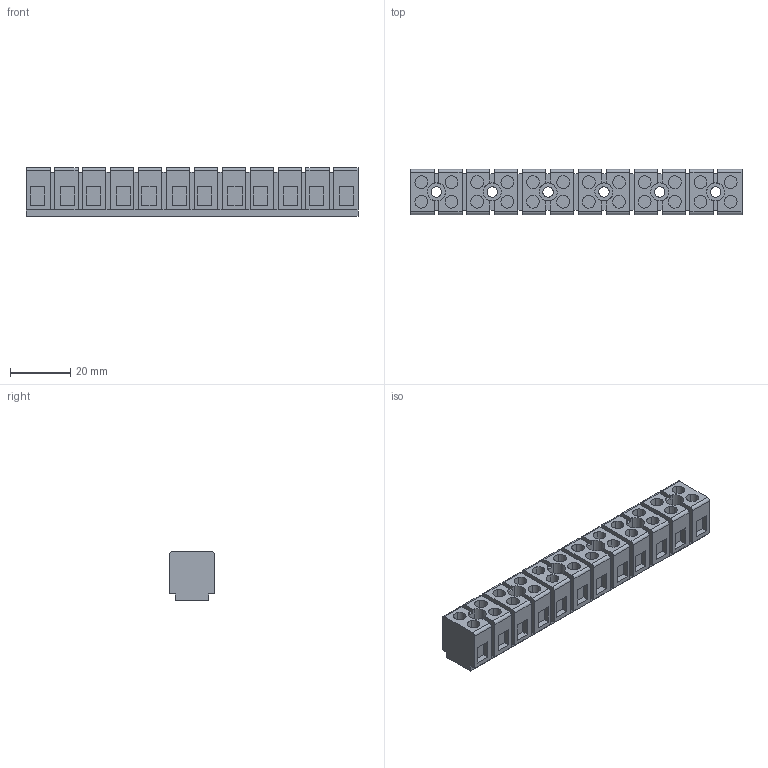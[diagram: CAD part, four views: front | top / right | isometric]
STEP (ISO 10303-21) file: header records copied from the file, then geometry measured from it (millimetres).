
FILE_DESCRIPTION(('CATIA V5 STEP Exchange','CAx-IF Rec.Pracs.--- Model Styling and Organization---1.4--- 2014-01-23'),'2;1');
FILE_NAME ('001250-2_1', '2021-12-06T07:20:22+00:00', ('none'), ('Weidmueller'), 'CATIA Version 5-6 Release 2016 SP3 HF44', 'CATIA V5 STEP AP214', 'none');
FILE_SCHEMA(('AUTOMOTIVE_DESIGN { 1 0 10303 214 1 1 1 1 }'));
Length unit declared in the file: millimetre
Products named in the file (1): 0243520000
Bounding box: 110 x 15 x 16.1 mm (x, y, z)
Volume: 20150.6 mm3; surface area: 12389.9 mm2
Topology: 1 solids, 6 shells, 416 faces, 1068 edges, 712 vertices
Faces by surface type: plane 320, cylinder 96
Entity records: 10878 total; most frequent: ORIENTED_EDGE 2136, CARTESIAN_POINT 1895, DIRECTION 1296, EDGE_CURVE 1068, VECTOR 852, LINE 852, VERTEX_POINT 712, EDGE_LOOP 476
